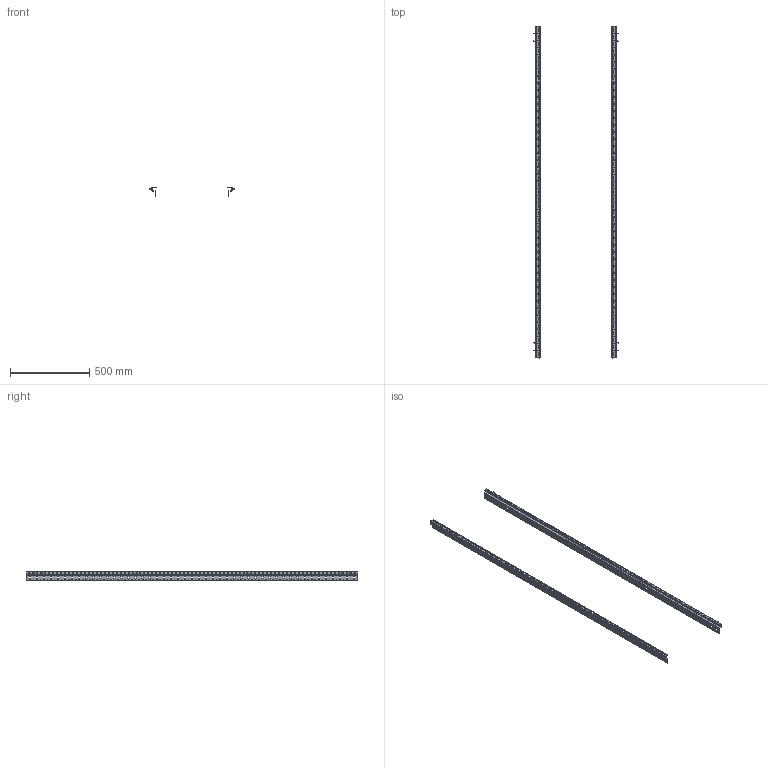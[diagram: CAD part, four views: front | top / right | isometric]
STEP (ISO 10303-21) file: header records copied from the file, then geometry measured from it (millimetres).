
FILE_DESCRIPTION (( 'STEP AP203' ), '1' );
FILE_NAME ('UR39005210006 Êîìïëåêò ïðîôèëåé 19-äþéìîâûõ Ñ-îáðàçíûõ RS52 47U (000.801.390-05) .STEP', '2022-04-26T06:49:07', ( '' ), ( '' ), 'SwSTEP 2.0', 'SolidWorks 2017', '' );
FILE_SCHEMA (( 'CONFIG_CONTROL_DESIGN' ));
Products named in the file (3): UR39005210006 Êîìïëåêò ïðîôèëåé 19-äþéìîâûõ Ñ-îáðàçíûõ RS52 47U (000.801.390-05) ; Âèíò DIN 7500 C TORX_Œ5å16; 072-15 Ïðîôèëü 19-äþéìîâûé Ñ-îáðàçíûé RS52_05 (220.00) 47U
Assembly tree (10 placements, depth 2):
  UR39005210006 Êîìïëåêò ïðîôèëåé 19-äþéìîâûõ Ñ-îáðàçíûõ RS52 47U (000.801.390-05) 
    072-15 Ïðîôèëü 19-äþéìîâûé Ñ-îáðàçíûé RS52_05 (220.00) 47U  x2
    Âèíò DIN 7500 C TORX_Œ5å16  x8
Bounding box: 533 x 2094 x 62.5 mm (x, y, z)
Volume: 803641.4 mm3; surface area: 864595.6 mm2
Topology: 10 solids, 10 shells, 8054 faces, 22814 edges, 15188 vertices
Faces by surface type: plane 4202, bspline 2952, cylinder 852, cone 32, sphere 16
Entity records: 181614 total; most frequent: CARTESIAN_POINT 87702, ORIENTED_EDGE 22142, DIRECTION 13730, EDGE_CURVE 11071, VERTEX_POINT 7372, VECTOR 7342, LINE 7342, EDGE_LOOP 4833
